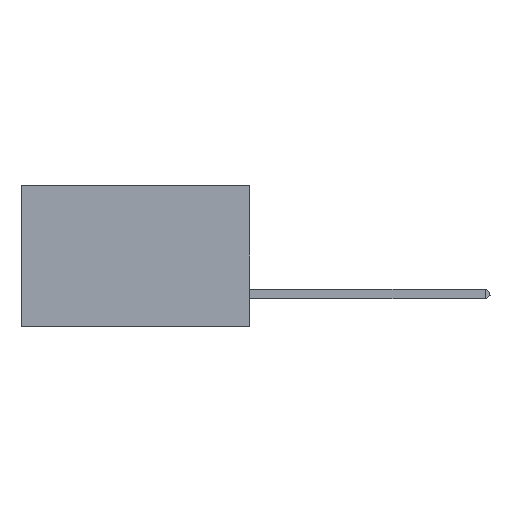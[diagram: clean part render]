
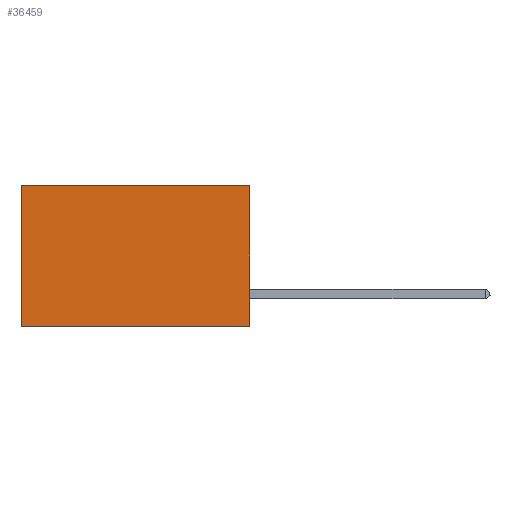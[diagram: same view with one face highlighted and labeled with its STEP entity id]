
A CAD part, left-side view. The second image highlights one B-rep face of the part: STEP entity #36459.
In plain terms, the highlighted planar face has unit normal (-1, 0, 0).
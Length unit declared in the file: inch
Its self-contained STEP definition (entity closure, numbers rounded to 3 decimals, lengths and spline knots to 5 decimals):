
#1252 = LINE ( 'NONE', #44668, #2376 ) ;
#2376 = VECTOR ( 'NONE', #23542, 39.37008 ) ;
#2728 = CARTESIAN_POINT ( 'NONE',  ( 0.2875, 0.6, -0.37 ) ) ;
#2955 = CARTESIAN_POINT ( 'NONE',  ( 0.2875, 0.6, 0. ) ) ;
#4078 = ORIENTED_EDGE ( 'NONE', *, *, #14721, .F. ) ;
#4642 = CARTESIAN_POINT ( 'NONE',  ( 0.2875, 0., 0. ) ) ;
#5036 = VECTOR ( 'NONE', #42968, 39.37008 ) ;
#6275 = EDGE_CURVE ( 'NONE', #28573, #29829, #14946, .T. ) ;
#7476 = CARTESIAN_POINT ( 'NONE',  ( 0.2875, 0., 0. ) ) ;
#11675 = LINE ( 'NONE', #7476, #5036 ) ;
#14666 = CARTESIAN_POINT ( 'NONE',  ( 0.2875, 0., 0. ) ) ;
#14721 = EDGE_CURVE ( 'NONE', #38900, #15572, #26468, .T. ) ;
#14946 = LINE ( 'NONE', #2955, #35877 ) ;
#15572 = VERTEX_POINT ( 'NONE', #18415 ) ;
#17740 = EDGE_LOOP ( 'NONE', ( #35722, #32553, #4078, #38524 ) ) ;
#18415 = CARTESIAN_POINT ( 'NONE',  ( 0.2875, 0., -0.37 ) ) ;
#22787 = DIRECTION ( 'NONE',  ( 0., 0., -1. ) ) ;
#23542 = DIRECTION ( 'NONE',  ( 0., 1., 0. ) ) ;
#24163 = CARTESIAN_POINT ( 'NONE',  ( 0.2875, 0., 0. ) ) ;
#24788 = EDGE_CURVE ( 'NONE', #38900, #28573, #11675, .T. ) ;
#25105 = EDGE_CURVE ( 'NONE', #15572, #29829, #1252, .T. ) ;
#25672 = DIRECTION ( 'NONE',  ( 0., 0., -1. ) ) ;
#26468 = LINE ( 'NONE', #4642, #36963 ) ;
#28573 = VERTEX_POINT ( 'NONE', #29514 ) ;
#29514 = CARTESIAN_POINT ( 'NONE',  ( 0.2875, 0.6, 0. ) ) ;
#29829 = VERTEX_POINT ( 'NONE', #2728 ) ;
#31748 = DIRECTION ( 'NONE',  ( 1., 0., 0. ) ) ;
#32497 = DIRECTION ( 'NONE',  ( 0., 0., -1. ) ) ;
#32553 = ORIENTED_EDGE ( 'NONE', *, *, #25105, .F. ) ;
#35722 = ORIENTED_EDGE ( 'NONE', *, *, #6275, .T. ) ;
#35733 = PLANE ( 'NONE',  #38274 ) ;
#35877 = VECTOR ( 'NONE', #25672, 39.37008 ) ;
#36459 = ADVANCED_FACE ( 'NONE', ( #43500 ), #35733, .F. ) ;
#36963 = VECTOR ( 'NONE', #22787, 39.37008 ) ;
#38274 = AXIS2_PLACEMENT_3D ( 'NONE', #14666, #31748, #32497 ) ;
#38524 = ORIENTED_EDGE ( 'NONE', *, *, #24788, .T. ) ;
#38900 = VERTEX_POINT ( 'NONE', #24163 ) ;
#42968 = DIRECTION ( 'NONE',  ( 0., 1., 0. ) ) ;
#43500 = FACE_OUTER_BOUND ( 'NONE', #17740, .T. ) ;
#44668 = CARTESIAN_POINT ( 'NONE',  ( 0.2875, 0., -0.37 ) ) ;
